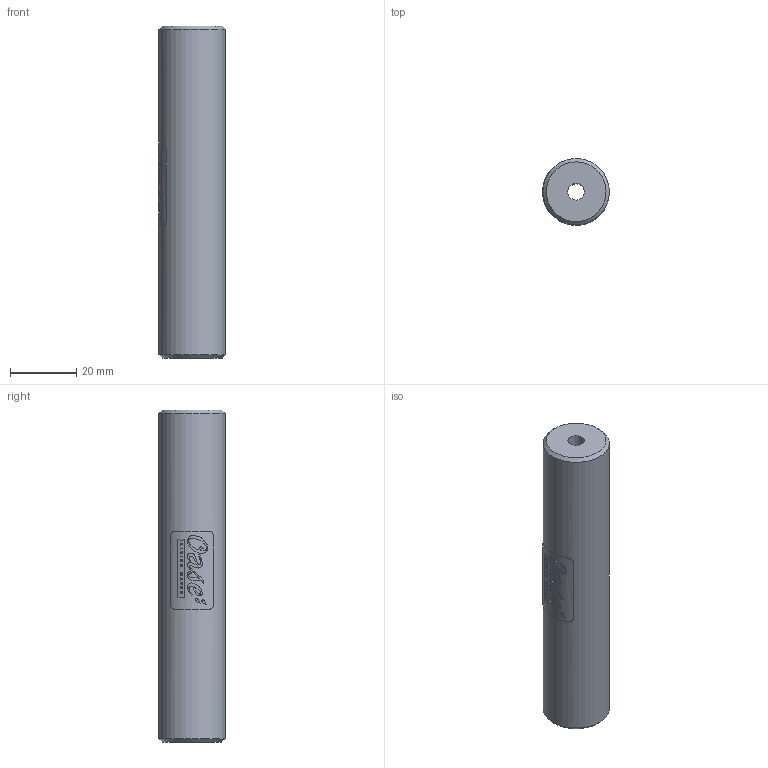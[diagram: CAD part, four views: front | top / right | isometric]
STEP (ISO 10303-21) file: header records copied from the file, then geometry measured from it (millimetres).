
FILE_DESCRIPTION(/* description */ (''),/* implementation_level */ '2;1');
FILE_NAME(/* name */ '52220 Mylarfadengewicht 20_100.stp',/* time_stamp */ '2017-09-18T09:38:52+02:00',/* author */ ('guzb562'),/* organization */ (''),/* preprocessor_version */ 'ST-DEVELOPER v16.1',/* originating_system */ 'Autodesk Inventor 2016',/* authorisation */ '');
FILE_SCHEMA (('AUTOMOTIVE_DESIGN { 1 0 10303 214 3 1 1 }'));
Length unit declared in the file: millimetre
Products named in the file (1): 52220 Mylarfadengewicht 20_100
Bounding box: 20.1 x 20 x 100 mm (x, y, z)
Volume: 28361.8 mm3; surface area: 8659.6 mm2
Topology: 1 solids, 1 shells, 213 faces, 563 edges, 375 vertices
Faces by surface type: plane 104, bspline 78, cylinder 29, cone 2
Full cylindrical faces by diameter (mm): 5 x1, 11 x1, 20 x1
Entity records: 9601 total; most frequent: CARTESIAN_POINT 4747, ORIENTED_EDGE 1114, DIRECTION 783, EDGE_CURVE 557, VERTEX_POINT 374, LINE 275, VECTOR 275, AXIS2_PLACEMENT_3D 254
